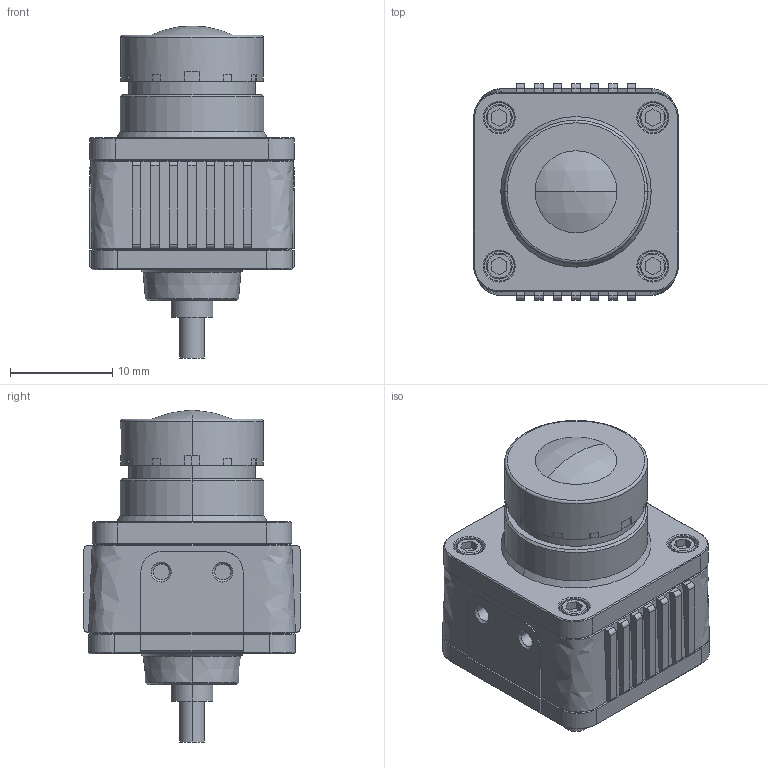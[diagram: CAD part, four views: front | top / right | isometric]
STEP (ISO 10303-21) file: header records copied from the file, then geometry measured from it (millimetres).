
FILE_DESCRIPTION (( 'STEP AP214' ), '1' );
FILE_NAME ('DJI FPV Camera.STEP', '2020-03-20T14:55:47', ( '' ), ( '' ), 'SwSTEP 2.0', 'SolidWorks 2020', '' );
FILE_SCHEMA (( 'AUTOMOTIVE_DESIGN' ));
Length unit declared in the file: millimetre
Products named in the file (1): DJI FPV Camera
Bounding box: 20 x 21.1 x 32.43 mm (x, y, z)
Volume: 6790.2 mm3; surface area: 4671.2 mm2
Topology: 12 solids, 12 shells, 439 faces, 1063 edges, 669 vertices
Faces by surface type: plane 235, cylinder 99, cone 46, bspline 31, torus 26, sphere 2
Entity records: 16888 total; most frequent: CARTESIAN_POINT 6667, ORIENTED_EDGE 2126, DIRECTION 2028, EDGE_CURVE 1063, AXIS2_PLACEMENT_3D 735, VERTEX_POINT 669, VECTOR 558, LINE 558
